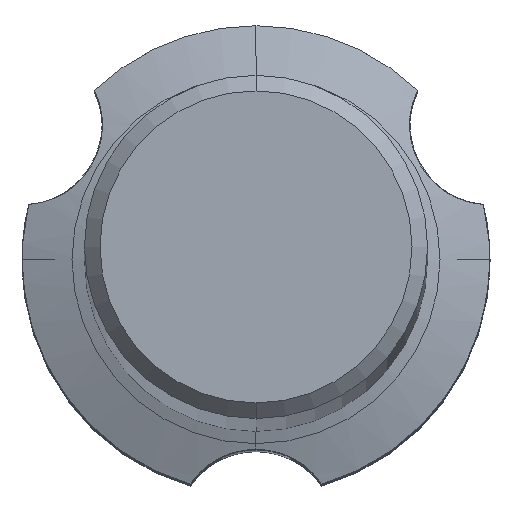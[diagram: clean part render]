
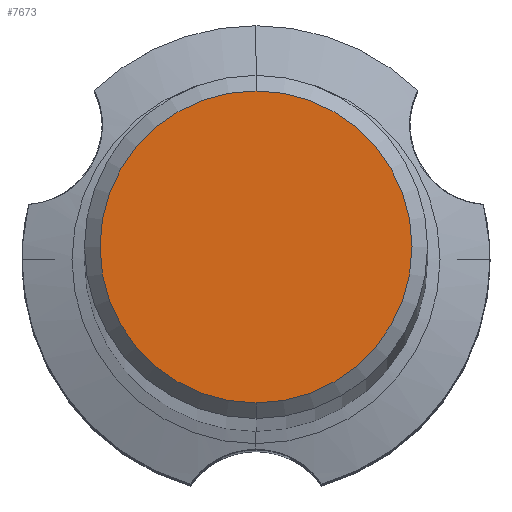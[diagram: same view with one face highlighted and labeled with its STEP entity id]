
A CAD part, top view. The second image highlights one B-rep face of the part: STEP entity #7673.
In plain terms, the highlighted planar face has unit normal (0, 0, 1).
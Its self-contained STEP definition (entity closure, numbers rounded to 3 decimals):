
#3315=VERTEX_POINT('',#9326);
#4603=VERTEX_POINT('',#10723);
#6011=EDGE_CURVE('',#3315,#4603,#12252,.T.);
#7673=ADVANCED_FACE('',(#14082),#14083,.T.);
#8345=EDGE_CURVE('',#4603,#3315,#14821,.T.);
#9326=CARTESIAN_POINT('',(0.0,1.0,0.0));
#10723=CARTESIAN_POINT('',(0.,-1.0,0.0));
#12252=CIRCLE('',#21342,1.0);
#14082=FACE_OUTER_BOUND('',#24541,.T.);
#14083=PLANE('',#24542);
#14821=CIRCLE('',#25859,1.0);
#21342=AXIS2_PLACEMENT_3D('',#30600,#30601,#30602);
#24541=EDGE_LOOP('',(#33080,#33081));
#24542=AXIS2_PLACEMENT_3D('',#33082,#33083,#33084);
#25859=AXIS2_PLACEMENT_3D('',#33924,#33925,#33926);
#30600=CARTESIAN_POINT('',(0.0,0.0,0.0));
#30601=DIRECTION('',(0.0,0.0,-1.0));
#30602=DIRECTION('',(0.0,1.0,0.0));
#33080=ORIENTED_EDGE('',*,*,#6011,.F.);
#33081=ORIENTED_EDGE('',*,*,#8345,.F.);
#33082=CARTESIAN_POINT('',(0.0,0.5,0.0));
#33083=DIRECTION('',(-0.0,0.0,1.0));
#33084=DIRECTION('',(0.0,-1.0,0.0));
#33924=CARTESIAN_POINT('',(0.0,0.0,0.0));
#33925=DIRECTION('',(0.0,0.0,-1.0));
#33926=DIRECTION('',(0.0,1.0,0.0));
